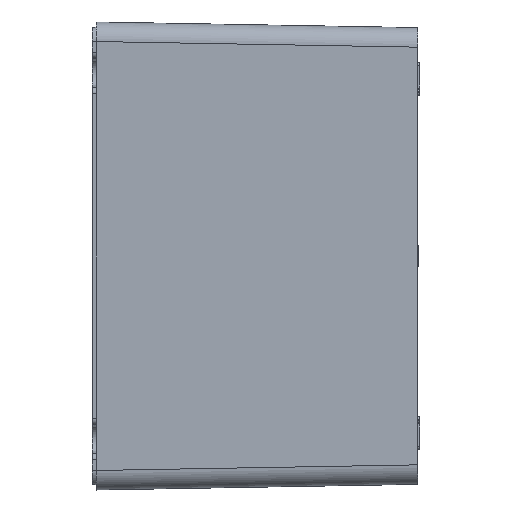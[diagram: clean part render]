
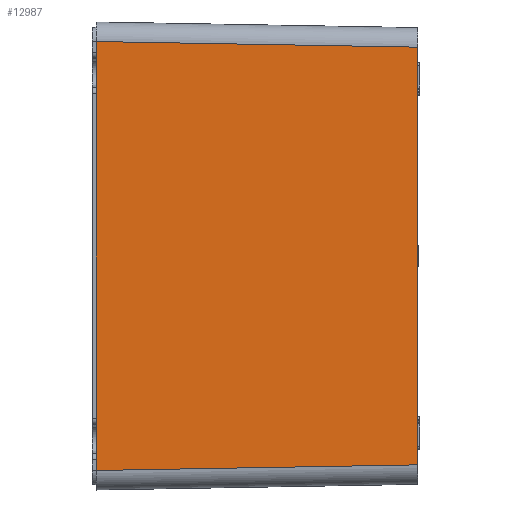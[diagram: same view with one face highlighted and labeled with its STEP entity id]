
A CAD part, left-side view. The second image highlights one B-rep face of the part: STEP entity #12987.
In plain terms, the highlighted planar face has unit normal (-1, -0.018, 0).
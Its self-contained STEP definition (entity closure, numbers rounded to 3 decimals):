
#1786=CARTESIAN_POINT('',(-200.465,-2.,105.367));
#1794=DIRECTION('',(0.,0.,1.));
#1795=VECTOR('',#1794,210.733);
#1796=CARTESIAN_POINT('',(-200.465,-2.,
-105.367));
#1797=LINE('',#1796,#1795);
#1804=CARTESIAN_POINT('',(-200.465,-2.,-105.367));
#1954=DIRECTION('',(-0.017,1.,0.017));
#1955=VECTOR('',#1954,158.048);
#1956=CARTESIAN_POINT('',(-197.707,-160.,102.609));
#1957=LINE('',#1956,#1955);
#1958=DIRECTION('',(0.,0.,1.));
#1959=VECTOR('',#1958,205.217);
#1960=CARTESIAN_POINT('',(-197.707,-160.,-102.609));
#1961=LINE('',#1960,#1959);
#1962=DIRECTION('',(0.017,-1.,0.017));
#1963=VECTOR('',#1962,158.048);
#1964=CARTESIAN_POINT('',(-200.465,-2.,
-105.367));
#1965=LINE('',#1964,#1963);
#1988=CARTESIAN_POINT('',(-197.707,-160.,102.609));
#10309=VERTEX_POINT('',#1786);
#10319=VERTEX_POINT('',#1804);
#10768=VERTEX_POINT('',#1988);
#10769=CARTESIAN_POINT('',(-197.707,-160.,-102.609));
#10770=VERTEX_POINT('',#10769);
#12975=CARTESIAN_POINT('',(-200.5,0.,-115.));
#12976=DIRECTION('',(-1.,-0.017,0.));
#12977=DIRECTION('',(0.017,-1.,0.));
#12978=AXIS2_PLACEMENT_3D('',#12975,#12976,#12977);
#12979=PLANE('',#12978);
#12980=ORIENTED_EDGE('',*,*,#12885,.F.);
#12982=ORIENTED_EDGE('',*,*,#12981,.F.);
#12983=ORIENTED_EDGE('',*,*,#12966,.F.);
#12984=ORIENTED_EDGE('',*,*,#12791,.T.);
#12985=EDGE_LOOP('',(#12980,#12982,#12983,#12984));
#12986=FACE_OUTER_BOUND('',#12985,.F.);
#12987=ADVANCED_FACE('',(#12986),#12979,.T.);
#12791=EDGE_CURVE('',#10319,#10309,#1797,.T.);
#12885=EDGE_CURVE('',#10768,#10309,#1957,.T.);
#12966=EDGE_CURVE('',#10319,#10770,#1965,.T.);
#12981=EDGE_CURVE('',#10770,#10768,#1961,.T.);
